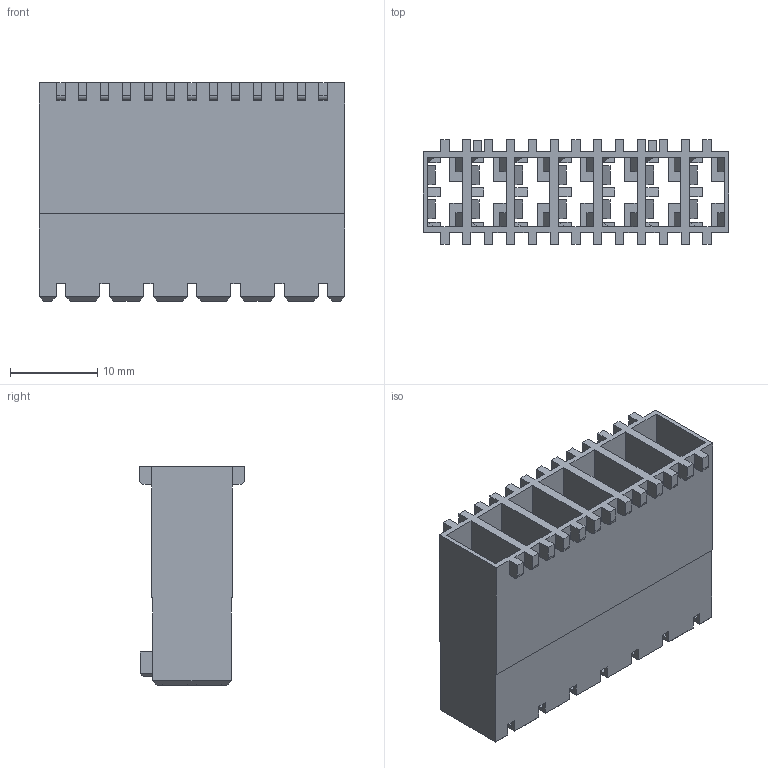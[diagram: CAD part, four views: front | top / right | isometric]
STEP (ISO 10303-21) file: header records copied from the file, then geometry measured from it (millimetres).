
FILE_DESCRIPTION(/* description */ ('Unknown'),/* implementation_level */ '2;1');
FILE_NAME(/* name */ '637100210207',/* time_stamp */ '2023-10-11T15:21:23+02:00',/* author */ ('Unknown'),/* organization */ ('Unknown'),/* preprocessor_version */ 'ST-DEVELOPER v18.102',/* originating_system */ 'Solid Edge',/* authorisation */ 'Unknown');
FILE_SCHEMA (('AUTOMOTIVE_DESIGN {1 0 10303 214 3 1 1}'));
Length unit declared in the file: millimetre
Products named in the file (2): 63710021xxxx; 637100210207
Assembly tree (1 placements, depth 2):
  63710021xxxx
    637100210207
Bounding box: 35 x 12 x 25 mm (x, y, z)
Volume: 2791.5 mm3; surface area: 7150.4 mm2
Topology: 1 solids, 1 shells, 513 faces, 1450 edges, 948 vertices
Faces by surface type: plane 487, cylinder 26
Entity records: 16305 total; most frequent: CARTESIAN_POINT 2913, ORIENTED_EDGE 2900, DIRECTION 2532, EDGE_CURVE 1450, LINE 1398, VECTOR 1398, VERTEX_POINT 948, AXIS2_PLACEMENT_3D 567
